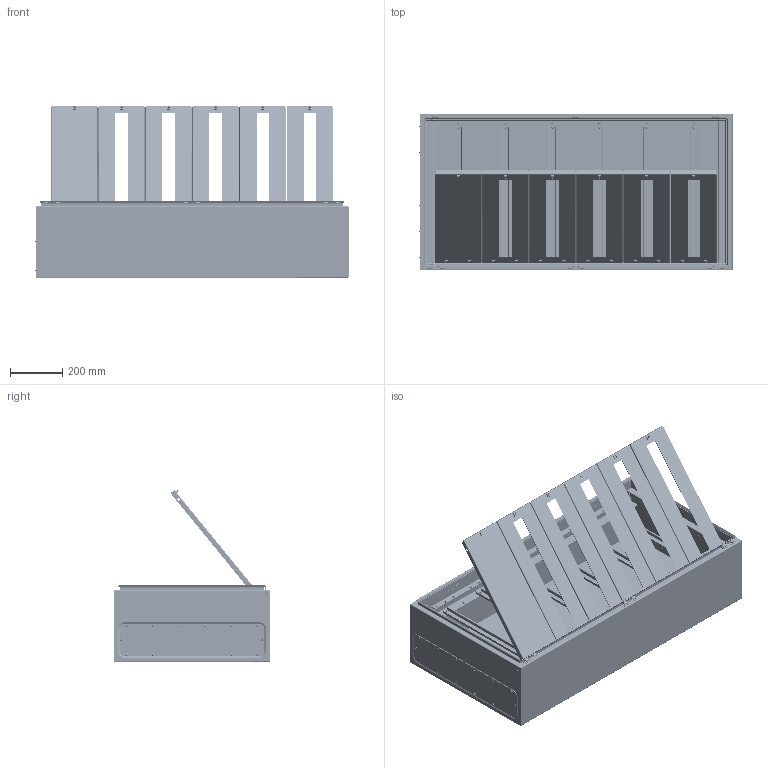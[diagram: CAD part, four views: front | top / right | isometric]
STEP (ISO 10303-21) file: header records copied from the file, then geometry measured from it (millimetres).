
FILE_DESCRIPTION (( 'STEP AP203' ), '1' );
FILE_NAME ('R5TM126.step', '2011-10-28T13:22:56', ( 'User' ), ( 'DKC' ), 'SwSTEP 2.0', 'SolidWorks 2011', '' );
FILE_SCHEMA (( 'CONFIG_CONTROL_DESIGN' ));
Products named in the file (36): end-cap_AC00C061; land; Tapping screw 4.8x9.5 AC00C352_AC00C352; End-cup AC00C383_Default; Tapping screw 4.2x16_Tapping screw 4.2x16; Blocchetto fissaggio cerniera AC00C354_AC00C354; CERNIERA AC00C399_Default; Flange nut M6_ISO 7044-M6-S; Perno M6 AC00C145_1; Sealant AC00C355; End-cup AC00C317_Default; Flanges CE_527x97; Sealants of flange_527x97; Frames CE 11111_1200x600x300; R5TM126; reduser; Sectioning sets R5TM several doors_R5TM126; Traversa porta distribuzione_CB02C326; Porta distribuzione_600 cieca ﾑﾂ02ﾑ328; Rounded head screw with cross slot M6 x 12_ISO 7045 - M6 x 12 - Z --- 12S; Din profile CE_600; Perno AC00C148_AC00C148; screw M5x30_screw M5x30; AC00C129; Borchia quadra per pannelli distribuzione_AC00C147; Porta distribuzione_600 ﾑﾂ02ﾑ327; Dado gabbia 11x11 M5; dado quadrato 11x11 M5_Default; gabbia M6_Default; Cerniera CE AC00C146; Øïèëüêà çàïðåññîâàííàÿ â ïåòëþ M6 x 10_ M6x16; cerniera per panelli distribuzione CE_AC00C146; Frame for sectioning sets R5TM_1200x600; Traversa porta_600 ﾑﾂ02ﾑ324; Montante porta_1200  larg.600 CB02C323; Frames CE assemble 11111_1200x600x300 R5CE1263
Assembly tree (191 placements, depth 4):
  R5TM126
    reduser  x4
    Frames CE assemble 11111_1200x600x300 R5CE1263
      Sealants of flange_527x97
      Flange nut M6_ISO 7044-M6-S  x4
      Tapping screw 4.8x9.5 AC00C352_AC00C352  x28
      land  x4
      CERNIERA AC00C399_Default  x3
      Tapping screw 4.2x16_Tapping screw 4.2x16  x6
      Frames CE 11111_1200x600x300
      Sealant AC00C355  x4
      end-cap_AC00C061  x2
      Perno M6 AC00C145_1  x4
      End-cup AC00C383_Default  x3
      End-cup AC00C317_Default  x4
      Blocchetto fissaggio cerniera AC00C354_AC00C354  x3
      Flanges CE_527x97
    Sectioning sets R5TM several doors_R5TM126
      Rounded head screw with cross slot M6 x 12_ISO 7045 - M6 x 12 - Z --- 12S  x12
      Cerniera CE AC00C146  x12
        cerniera per panelli distribuzione CE_AC00C146
        Øïèëüêà çàïðåññîâàííàÿ â ïåòëþ M6 x 10_ M6x16
      Perno AC00C148_AC00C148  x12
      Flange nut M6_ISO 7044-M6-S  x24
      Dado gabbia 11x11 M5  x6
        dado quadrato 11x11 M5_Default
        gabbia M6_Default
      AC00C129  x6
      Din profile CE_600  x6
      Borchia quadra per pannelli distribuzione_AC00C147  x12
      screw M5x30_screw M5x30  x6
      Porta distribuzione_600 cieca ﾑﾂ02ﾑ328
      Frame for sectioning sets R5TM_1200x600
        Montante porta_1200  larg.600 CB02C323  x2
        Traversa porta_600 ﾑﾂ02ﾑ324  x2
      Traversa porta distribuzione_CB02C326  x2
      Porta distribuzione_600 ﾑﾂ02ﾑ327  x5
    Flange nut M6_ISO 7044-M6-S  x4
Bounding box: 1200.13 x 600 x 662.6 mm (x, y, z)
Volume: 4872437.2 mm3; surface area: 6515166.6 mm2
Topology: 206 solids, 206 shells, 14691 faces, 36199 edges, 22006 vertices
Faces by surface type: cone 4762, plane 4132, cylinder 3827, bspline 1590, torus 300, sphere 80
Entity records: 162437 total; most frequent: CARTESIAN_POINT 93021, ORIENTED_EDGE 13236, DIRECTION 12389, EDGE_CURVE 6618, AXIS2_PLACEMENT_3D 4569, VERTEX_POINT 4110, LINE 3251, VECTOR 3251
